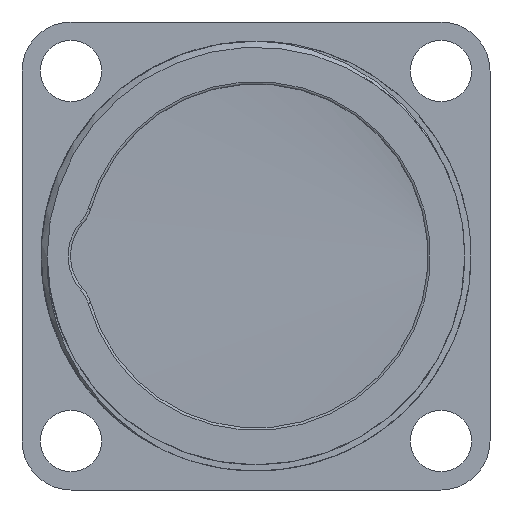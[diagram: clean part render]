
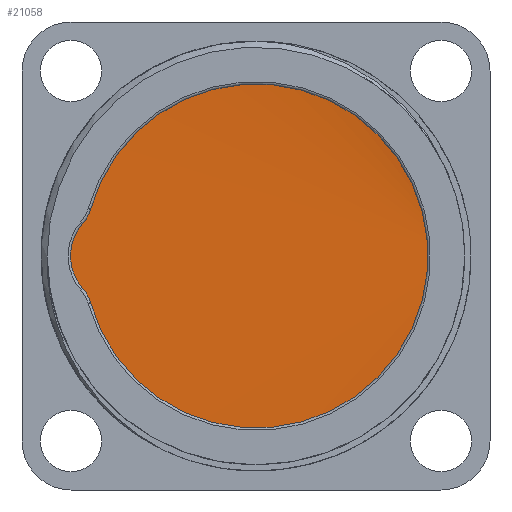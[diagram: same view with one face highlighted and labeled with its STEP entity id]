
A CAD part, left-side view. The second image highlights one B-rep face of the part: STEP entity #21058.
In plain terms, the highlighted cylindrical face has radius 17 mm (diameter 34 mm), a full revolution.
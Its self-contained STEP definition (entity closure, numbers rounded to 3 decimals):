
#2196=FACE_OUTER_BOUND('',#3321,.T.);
#3321=EDGE_LOOP('',(#13369,#13370,#13371));
#4730=B_SPLINE_CURVE_WITH_KNOTS('',3,(#29284,#29285,#29286,#29287,#29288,
#29289,#29290,#29291,#29292,#29293,#29294,#29295,#29296,#29297,#29298,#29299,
#29300),.UNSPECIFIED.,.F.,.F.,(4,1,1,1,1,1,1,1,1,1,1,1,1,1,4),(9.425,
9.87,10.354,10.837,11.32,11.803,
12.286,12.769,13.252,13.735,14.218,
14.701,15.184,15.667,15.708),
 .UNSPECIFIED.);
#5543=LINE('',#29237,#6785);
#5545=LINE('',#29301,#6787);
#6785=VECTOR('',#24135,17.);
#6787=VECTOR('',#24143,17.);
#8027=VERTEX_POINT('',#29235);
#8028=VERTEX_POINT('',#29236);
#8032=VERTEX_POINT('',#29283);
#10230=EDGE_CURVE('',#8027,#8028,#5543,.T.);
#10236=EDGE_CURVE('',#8032,#8028,#4730,.T.);
#10237=EDGE_CURVE('',#8032,#8027,#5545,.T.);
#13369=ORIENTED_EDGE('',*,*,#10230,.T.);
#13370=ORIENTED_EDGE('',*,*,#10236,.F.);
#13371=ORIENTED_EDGE('',*,*,#10237,.T.);
#19628=CYLINDRICAL_SURFACE('',#22205,17.);
#21058=ADVANCED_FACE('',(#2196),#19628,.T.);
#22205=AXIS2_PLACEMENT_3D('',#29282,#24141,#24142);
#24135=DIRECTION('',(1.,0.,0.));
#24141=DIRECTION('center_axis',(1.,0.,0.));
#24142=DIRECTION('ref_axis',(0.,1.,0.));
#24143=DIRECTION('',(1.,0.,0.));
#29235=CARTESIAN_POINT('',(4.2,-17.,0.));
#29236=CARTESIAN_POINT('',(5.4,-17.,0.));
#29237=CARTESIAN_POINT('',(0.,-17.,0.));
#29282=CARTESIAN_POINT('Origin',(0.,0.,0.));
#29283=CARTESIAN_POINT('',(2.6,-17.,0.));
#29284=CARTESIAN_POINT('Ctrl Pts',(2.6,-17.001,0.));
#29285=CARTESIAN_POINT('Ctrl Pts',(2.666,-17.,2.525));
#29286=CARTESIAN_POINT('Ctrl Pts',(2.804,-15.81,7.788));
#29287=CARTESIAN_POINT('Ctrl Pts',(3.014,-10.585,14.156));
#29288=CARTESIAN_POINT('Ctrl Pts',(3.229,-2.798,17.453));
#29289=CARTESIAN_POINT('Ctrl Pts',(3.444,5.629,16.755));
#29290=CARTESIAN_POINT('Ctrl Pts',(3.66,12.768,12.223));
#29291=CARTESIAN_POINT('Ctrl Pts',(3.875,16.985,4.893));
#29292=CARTESIAN_POINT('Ctrl Pts',(4.09,17.314,-3.556));
#29293=CARTESIAN_POINT('Ctrl Pts',(4.306,13.681,-11.192));
#29294=CARTESIAN_POINT('Ctrl Pts',(4.521,6.917,-16.266));
#29295=CARTESIAN_POINT('Ctrl Pts',(4.736,-1.431,-17.618));
#29296=CARTESIAN_POINT('Ctrl Pts',(4.951,-9.451,-14.937));
#29297=CARTESIAN_POINT('Ctrl Pts',(5.167,-15.307,-8.838));
#29298=CARTESIAN_POINT('Ctrl Pts',(5.316,-16.942,-3.196));
#29299=CARTESIAN_POINT('Ctrl Pts',(5.394,-17.001,-0.23));
#29300=CARTESIAN_POINT('Ctrl Pts',(5.4,-17.001,0.));
#29301=CARTESIAN_POINT('',(0.,-17.,0.));
